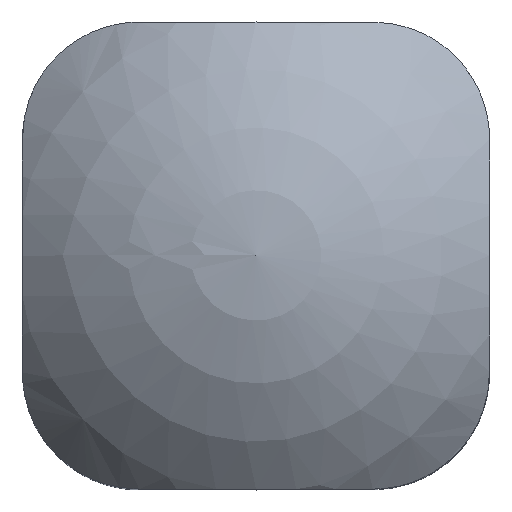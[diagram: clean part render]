
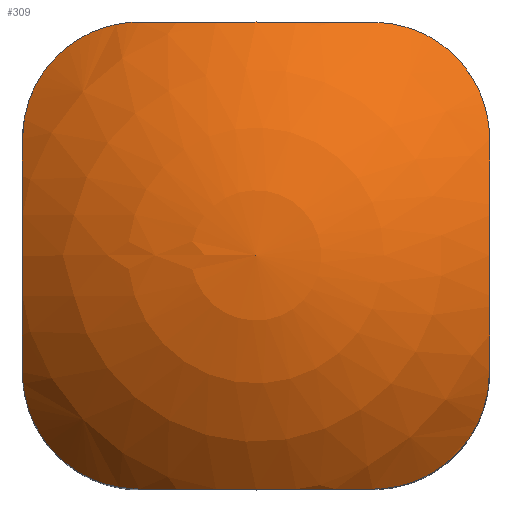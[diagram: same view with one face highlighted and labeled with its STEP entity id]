
A CAD part, top view. The second image highlights one B-rep face of the part: STEP entity #309.
In plain terms, the highlighted spherical face has radius 7.125 mm.
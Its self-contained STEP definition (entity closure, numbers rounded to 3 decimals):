
#16=SPHERICAL_SURFACE('',#363,7.125);
#23=CIRCLE('',#329,5.311);
#24=CIRCLE('',#330,5.311);
#30=CIRCLE('',#339,5.311);
#42=CIRCLE('',#362,5.311);
#43=CIRCLE('',#364,7.125);
#44=CIRCLE('',#365,5.311);
#69=FACE_OUTER_BOUND('',#90,.T.);
#90=EDGE_LOOP('',(#269,#270,#271,#272,#273,#274,#275,#276,#277,#278,#279));
#117=B_SPLINE_CURVE_WITH_KNOTS('',3,(#469,#470,#471,#472,#473,#474,#475,
#476,#477,#478,#479,#480,#481,#482,#483),.UNSPECIFIED.,.F.,.F.,(4,2,2,3,
2,2,4),(1.363,1.372,1.462,1.551,
1.641,1.731,1.74),.UNSPECIFIED.);
#122=B_SPLINE_CURVE_WITH_KNOTS('',3,(#575,#576,#577,#578,#579,#580,#581,
#582,#583,#584,#585,#586,#587,#588,#589),.UNSPECIFIED.,.F.,.F.,(4,2,2,3,
2,2,4),(1.363,1.372,1.462,1.551,
1.641,1.731,1.74),.UNSPECIFIED.);
#123=B_SPLINE_CURVE_WITH_KNOTS('',3,(#599,#600,#601,#602,#603,#604,#605,
#606,#607,#608,#609,#610,#611,#612,#613),.UNSPECIFIED.,.F.,.F.,(4,2,2,3,
2,2,4),(1.363,1.372,1.462,1.551,
1.641,1.731,1.74),.UNSPECIFIED.);
#124=B_SPLINE_CURVE_WITH_KNOTS('',3,(#617,#618,#619,#620,#621,#622,#623,
#624,#625,#626,#627,#628,#629,#630,#631),.UNSPECIFIED.,.F.,.F.,(4,2,2,3,
2,2,4),(1.363,1.372,1.462,1.551,
1.641,1.731,1.74),.UNSPECIFIED.);
#125=VERTEX_POINT('',#467);
#126=VERTEX_POINT('',#468);
#131=VERTEX_POINT('',#508);
#132=VERTEX_POINT('',#510);
#140=VERTEX_POINT('',#572);
#141=VERTEX_POINT('',#574);
#142=VERTEX_POINT('',#592);
#144=VERTEX_POINT('',#598);
#145=VERTEX_POINT('',#616);
#152=VERTEX_POINT('',#664);
#153=EDGE_CURVE('',#125,#126,#117,.T.);
#160=EDGE_CURVE('',#132,#131,#23,.T.);
#161=EDGE_CURVE('',#125,#132,#24,.T.);
#171=EDGE_CURVE('',#140,#141,#122,.T.);
#173=EDGE_CURVE('',#141,#142,#30,.T.);
#176=EDGE_CURVE('',#142,#144,#123,.T.);
#178=EDGE_CURVE('',#145,#131,#124,.T.);
#194=EDGE_CURVE('',#145,#144,#42,.T.);
#195=EDGE_CURVE('',#152,#132,#43,.T.);
#196=EDGE_CURVE('',#126,#140,#44,.T.);
#269=ORIENTED_EDGE('',*,*,#153,.F.);
#270=ORIENTED_EDGE('',*,*,#161,.T.);
#271=ORIENTED_EDGE('',*,*,#195,.F.);
#272=ORIENTED_EDGE('',*,*,#195,.T.);
#273=ORIENTED_EDGE('',*,*,#160,.T.);
#274=ORIENTED_EDGE('',*,*,#178,.F.);
#275=ORIENTED_EDGE('',*,*,#194,.T.);
#276=ORIENTED_EDGE('',*,*,#176,.F.);
#277=ORIENTED_EDGE('',*,*,#173,.F.);
#278=ORIENTED_EDGE('',*,*,#171,.F.);
#279=ORIENTED_EDGE('',*,*,#196,.F.);
#309=ADVANCED_FACE('',(#69),#16,.T.);
#329=AXIS2_PLACEMENT_3D('',#511,#380,#381);
#330=AXIS2_PLACEMENT_3D('',#512,#382,#383);
#339=AXIS2_PLACEMENT_3D('',#593,#402,#403);
#362=AXIS2_PLACEMENT_3D('',#662,#455,#456);
#363=AXIS2_PLACEMENT_3D('',#663,#457,#458);
#364=AXIS2_PLACEMENT_3D('',#665,#459,#460);
#365=AXIS2_PLACEMENT_3D('',#666,#461,#462);
#380=DIRECTION('center_axis',(1.,0.,0.));
#381=DIRECTION('ref_axis',(0.,0.,1.));
#382=DIRECTION('center_axis',(1.,0.,0.));
#383=DIRECTION('ref_axis',(0.,0.,1.));
#402=DIRECTION('center_axis',(1.,0.,0.));
#403=DIRECTION('ref_axis',(0.,0.,1.));
#455=DIRECTION('center_axis',(0.,1.,0.));
#456=DIRECTION('ref_axis',(0.,0.,-1.));
#457=DIRECTION('center_axis',(0.,0.,1.));
#458=DIRECTION('ref_axis',(1.,0.,0.));
#459=DIRECTION('center_axis',(0.,-1.,0.));
#460=DIRECTION('ref_axis',(-1.,0.,0.));
#461=DIRECTION('center_axis',(0.,1.,0.));
#462=DIRECTION('ref_axis',(0.,0.,-1.));
#467=CARTESIAN_POINT('',(-4.75,2.375,4.75));
#468=CARTESIAN_POINT('',(-2.375,4.75,4.75));
#469=CARTESIAN_POINT('Ctrl Pts',(-4.75,2.375,4.75));
#470=CARTESIAN_POINT('Ctrl Pts',(-4.75,2.403,4.736));
#471=CARTESIAN_POINT('Ctrl Pts',(-4.749,2.432,4.722));
#472=CARTESIAN_POINT('Ctrl Pts',(-4.739,2.728,4.578));
#473=CARTESIAN_POINT('Ctrl Pts',(-4.68,3.023,4.452));
#474=CARTESIAN_POINT('Ctrl Pts',(-4.443,3.581,4.278));
#475=CARTESIAN_POINT('Ctrl Pts',(-4.266,3.843,4.23));
#476=CARTESIAN_POINT('Ctrl Pts',(-4.054,4.054,4.23));
#477=CARTESIAN_POINT('Ctrl Pts',(-3.843,4.266,4.23));
#478=CARTESIAN_POINT('Ctrl Pts',(-3.581,4.443,4.278));
#479=CARTESIAN_POINT('Ctrl Pts',(-3.023,4.68,4.452));
#480=CARTESIAN_POINT('Ctrl Pts',(-2.728,4.739,4.578));
#481=CARTESIAN_POINT('Ctrl Pts',(-2.432,4.749,4.722));
#482=CARTESIAN_POINT('Ctrl Pts',(-2.403,4.75,4.736));
#483=CARTESIAN_POINT('Ctrl Pts',(-2.375,4.75,4.75));
#508=CARTESIAN_POINT('',(-4.75,-2.375,4.75));
#510=CARTESIAN_POINT('',(-4.75,0.,5.311));
#511=CARTESIAN_POINT('Origin',(-4.75,0.,0.));
#512=CARTESIAN_POINT('Origin',(-4.75,0.,0.));
#572=CARTESIAN_POINT('',(2.375,4.75,4.75));
#574=CARTESIAN_POINT('',(4.75,2.375,4.75));
#575=CARTESIAN_POINT('Ctrl Pts',(2.375,4.75,4.75));
#576=CARTESIAN_POINT('Ctrl Pts',(2.403,4.75,4.736));
#577=CARTESIAN_POINT('Ctrl Pts',(2.432,4.749,4.722));
#578=CARTESIAN_POINT('Ctrl Pts',(2.728,4.739,4.578));
#579=CARTESIAN_POINT('Ctrl Pts',(3.023,4.68,4.452));
#580=CARTESIAN_POINT('Ctrl Pts',(3.581,4.443,4.278));
#581=CARTESIAN_POINT('Ctrl Pts',(3.843,4.266,4.23));
#582=CARTESIAN_POINT('Ctrl Pts',(4.054,4.054,4.23));
#583=CARTESIAN_POINT('Ctrl Pts',(4.266,3.843,4.23));
#584=CARTESIAN_POINT('Ctrl Pts',(4.443,3.581,4.278));
#585=CARTESIAN_POINT('Ctrl Pts',(4.68,3.023,4.452));
#586=CARTESIAN_POINT('Ctrl Pts',(4.739,2.728,4.578));
#587=CARTESIAN_POINT('Ctrl Pts',(4.749,2.432,4.722));
#588=CARTESIAN_POINT('Ctrl Pts',(4.75,2.403,4.736));
#589=CARTESIAN_POINT('Ctrl Pts',(4.75,2.375,4.75));
#592=CARTESIAN_POINT('',(4.75,-2.375,4.75));
#593=CARTESIAN_POINT('Origin',(4.75,0.,0.));
#598=CARTESIAN_POINT('',(2.375,-4.75,4.75));
#599=CARTESIAN_POINT('Ctrl Pts',(4.75,-2.375,4.75));
#600=CARTESIAN_POINT('Ctrl Pts',(4.75,-2.403,4.736));
#601=CARTESIAN_POINT('Ctrl Pts',(4.749,-2.432,4.722));
#602=CARTESIAN_POINT('Ctrl Pts',(4.739,-2.728,4.578));
#603=CARTESIAN_POINT('Ctrl Pts',(4.68,-3.023,4.452));
#604=CARTESIAN_POINT('Ctrl Pts',(4.443,-3.581,4.278));
#605=CARTESIAN_POINT('Ctrl Pts',(4.266,-3.843,4.23));
#606=CARTESIAN_POINT('Ctrl Pts',(4.054,-4.054,4.23));
#607=CARTESIAN_POINT('Ctrl Pts',(3.843,-4.266,4.23));
#608=CARTESIAN_POINT('Ctrl Pts',(3.581,-4.443,4.278));
#609=CARTESIAN_POINT('Ctrl Pts',(3.023,-4.68,4.452));
#610=CARTESIAN_POINT('Ctrl Pts',(2.728,-4.739,4.578));
#611=CARTESIAN_POINT('Ctrl Pts',(2.432,-4.749,4.722));
#612=CARTESIAN_POINT('Ctrl Pts',(2.403,-4.75,4.736));
#613=CARTESIAN_POINT('Ctrl Pts',(2.375,-4.75,4.75));
#616=CARTESIAN_POINT('',(-2.375,-4.75,4.75));
#617=CARTESIAN_POINT('Ctrl Pts',(-2.375,-4.75,4.75));
#618=CARTESIAN_POINT('Ctrl Pts',(-2.403,-4.75,4.736));
#619=CARTESIAN_POINT('Ctrl Pts',(-2.432,-4.749,4.722));
#620=CARTESIAN_POINT('Ctrl Pts',(-2.728,-4.739,4.578));
#621=CARTESIAN_POINT('Ctrl Pts',(-3.023,-4.68,4.452));
#622=CARTESIAN_POINT('Ctrl Pts',(-3.581,-4.443,4.278));
#623=CARTESIAN_POINT('Ctrl Pts',(-3.843,-4.266,4.23));
#624=CARTESIAN_POINT('Ctrl Pts',(-4.054,-4.054,4.23));
#625=CARTESIAN_POINT('Ctrl Pts',(-4.266,-3.843,4.23));
#626=CARTESIAN_POINT('Ctrl Pts',(-4.443,-3.581,4.278));
#627=CARTESIAN_POINT('Ctrl Pts',(-4.68,-3.023,4.452));
#628=CARTESIAN_POINT('Ctrl Pts',(-4.739,-2.728,4.578));
#629=CARTESIAN_POINT('Ctrl Pts',(-4.749,-2.432,4.722));
#630=CARTESIAN_POINT('Ctrl Pts',(-4.75,-2.403,4.736));
#631=CARTESIAN_POINT('Ctrl Pts',(-4.75,-2.375,4.75));
#662=CARTESIAN_POINT('Origin',(0.,-4.75,0.));
#663=CARTESIAN_POINT('Origin',(0.,0.,0.));
#664=CARTESIAN_POINT('',(0.,0.,7.125));
#665=CARTESIAN_POINT('Origin',(0.,0.,0.));
#666=CARTESIAN_POINT('Origin',(0.,4.75,0.));
